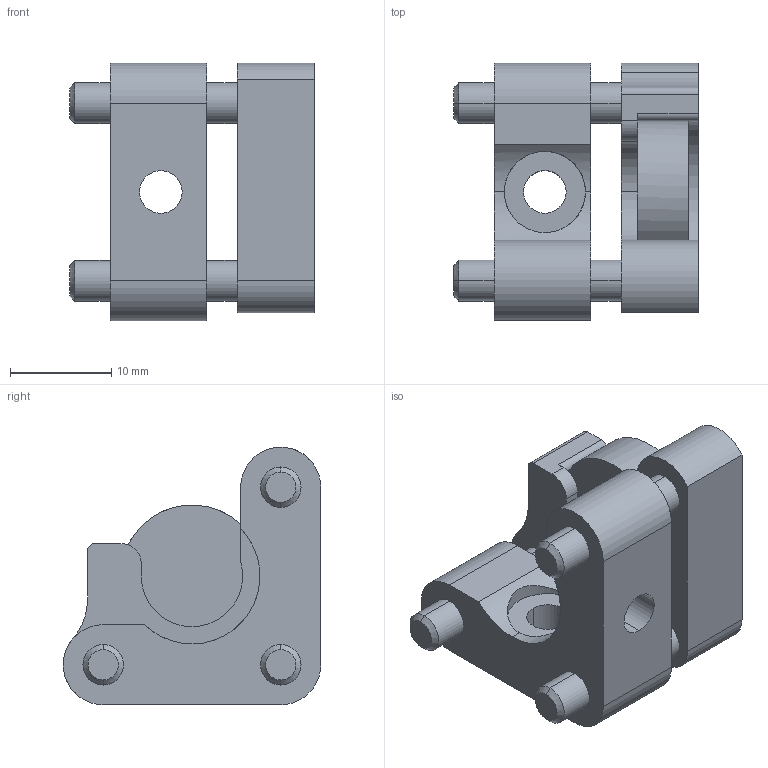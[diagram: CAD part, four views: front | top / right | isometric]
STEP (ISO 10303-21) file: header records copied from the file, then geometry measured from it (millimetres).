
FILE_DESCRIPTION(/* description */ ('VariCAD 2007 3.03 AP-214'),/* implementation_level */ '2;1');
FILE_NAME(/* name */ 'optical_mount',/* time_stamp */ '2011-01-04T13:51:26+00:00',/* author */ (''),/* organization */ (''),/* preprocessor_version */ 'ST-DEVELOPER v10',/* originating_system */ 'VariCAD 2007 3.03; kernel version (20070905)',/* authorisation */ '');
FILE_SCHEMA (('AUTOMOTIVE_DESIGN'));
Length unit declared in the file: millimetre
Products named in the file (1): Part
Bounding box: 24.14 x 25.4 x 25.4 mm (x, y, z)
Volume: 5876.8 mm3; surface area: 3511.9 mm2
Topology: 1 solids, 1 shells, 72 faces, 180 edges, 115 vertices
Faces by surface type: cylinder 42, plane 24, cone 6
Entity records: 2285 total; most frequent: CARTESIAN_POINT 449, DIRECTION 408, ORIENTED_EDGE 360, EDGE_CURVE 180, AXIS2_PLACEMENT_3D 160, VERTEX_POINT 115, LINE 88, VECTOR 88
